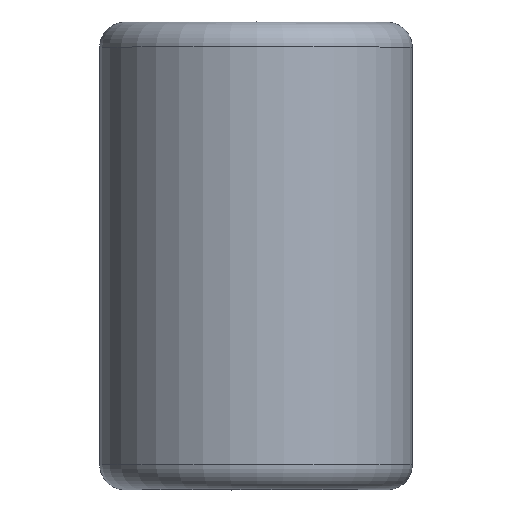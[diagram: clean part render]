
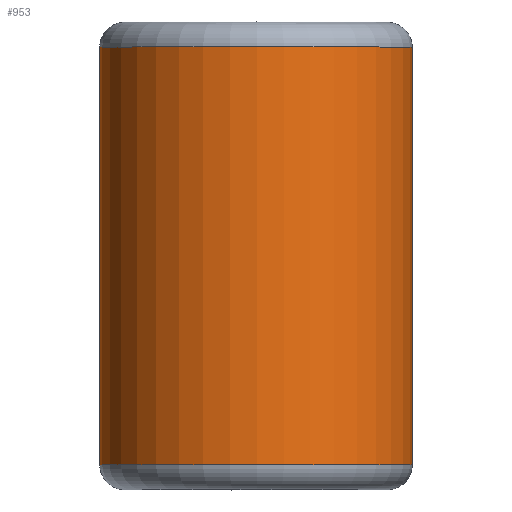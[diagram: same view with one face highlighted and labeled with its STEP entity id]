
A CAD part, top view. The second image highlights one B-rep face of the part: STEP entity #953.
In plain terms, the highlighted cylindrical face has radius 4.775 mm (diameter 9.55 mm), a partial arc.
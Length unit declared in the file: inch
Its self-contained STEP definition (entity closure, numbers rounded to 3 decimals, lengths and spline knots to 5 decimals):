
#13 = DIRECTION ( 'NONE',  ( 0., -1., 0. ) ) ;
#15 = ORIENTED_EDGE ( 'NONE', *, *, #2030, .F. ) ;
#57 = ORIENTED_EDGE ( 'NONE', *, *, #855, .T. ) ;
#91 = DIRECTION ( 'NONE',  ( 0., 0., -1. ) ) ;
#223 = VERTEX_POINT ( 'NONE', #945 ) ;
#266 = LINE ( 'NONE', #800, #1423 ) ;
#304 = DIRECTION ( 'NONE',  ( 0., 0., -1. ) ) ;
#313 = VECTOR ( 'NONE', #1526, 39.37008 ) ;
#358 = EDGE_CURVE ( 'NONE', #520, #223, #857, .T. ) ;
#398 = CARTESIAN_POINT ( 'NONE',  ( 0., -0.25125, 0. ) ) ;
#401 = CIRCLE ( 'NONE', #1465, 0.188 ) ;
#520 = VERTEX_POINT ( 'NONE', #1925 ) ;
#678 = CARTESIAN_POINT ( 'NONE',  ( 0., 0.25, 0. ) ) ;
#760 = VERTEX_POINT ( 'NONE', #1533 ) ;
#777 = ORIENTED_EDGE ( 'NONE', *, *, #922, .T. ) ;
#800 = CARTESIAN_POINT ( 'NONE',  ( 0.188, 0.25125, 0. ) ) ;
#820 = DIRECTION ( 'NONE',  ( 0., -1., 0. ) ) ;
#849 = CARTESIAN_POINT ( 'NONE',  ( 0., 0.25125, 0. ) ) ;
#855 = EDGE_CURVE ( 'NONE', #760, #1464, #266, .T. ) ;
#857 = LINE ( 'NONE', #1350, #313 ) ;
#922 = EDGE_CURVE ( 'NONE', #1464, #520, #401, .T. ) ;
#945 = CARTESIAN_POINT ( 'NONE',  ( -0.0348, -0.25125, -0.18475 ) ) ;
#953 = ADVANCED_FACE ( 'NONE', ( #1848 ), #1807, .T. ) ;
#1161 = CIRCLE ( 'NONE', #1958, 0.188 ) ;
#1251 = CARTESIAN_POINT ( 'NONE',  ( 0.188, 0.25125, 0. ) ) ;
#1281 = DIRECTION ( 'NONE',  ( 0., 1., 0. ) ) ;
#1350 = CARTESIAN_POINT ( 'NONE',  ( -0.0348, 0.25, -0.18475 ) ) ;
#1423 = VECTOR ( 'NONE', #1281, 39.37008 ) ;
#1464 = VERTEX_POINT ( 'NONE', #1251 ) ;
#1465 = AXIS2_PLACEMENT_3D ( 'NONE', #849, #13, #1989 ) ;
#1470 = ORIENTED_EDGE ( 'NONE', *, *, #358, .T. ) ;
#1526 = DIRECTION ( 'NONE',  ( 0., -1., 0. ) ) ;
#1533 = CARTESIAN_POINT ( 'NONE',  ( 0.188, -0.25125, 0. ) ) ;
#1807 = CYLINDRICAL_SURFACE ( 'NONE', #1876, 0.188 ) ;
#1833 = EDGE_LOOP ( 'NONE', ( #777, #1470, #15, #57 ) ) ;
#1848 = FACE_OUTER_BOUND ( 'NONE', #1833, .T. ) ;
#1876 = AXIS2_PLACEMENT_3D ( 'NONE', #678, #820, #304 ) ;
#1925 = CARTESIAN_POINT ( 'NONE',  ( -0.0348, 0.25125, -0.18475 ) ) ;
#1958 = AXIS2_PLACEMENT_3D ( 'NONE', #398, #2094, #91 ) ;
#1989 = DIRECTION ( 'NONE',  ( 0., 0., -1. ) ) ;
#2030 = EDGE_CURVE ( 'NONE', #760, #223, #1161, .T. ) ;
#2094 = DIRECTION ( 'NONE',  ( 0., -1., 0. ) ) ;
